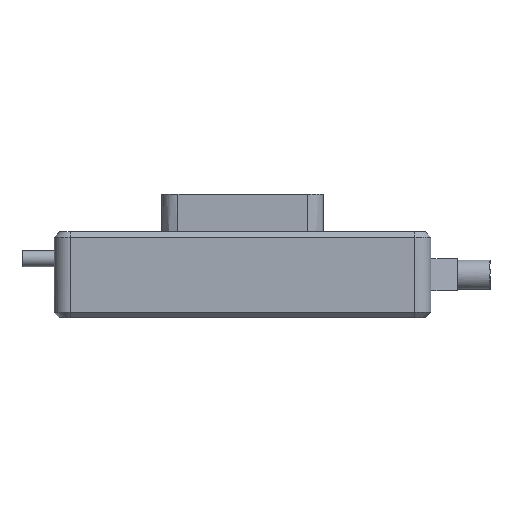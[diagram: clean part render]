
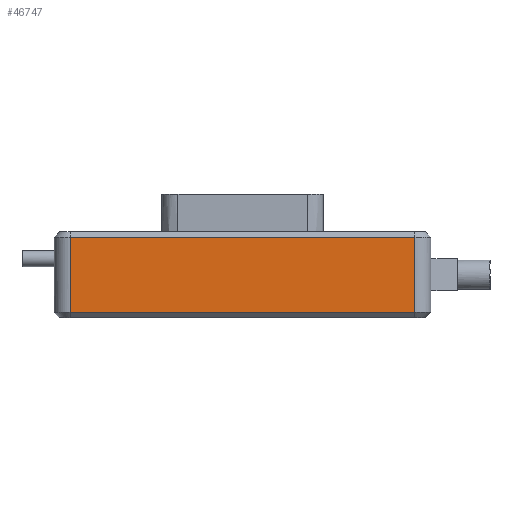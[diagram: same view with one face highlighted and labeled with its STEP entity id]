
A CAD part, left-side view. The second image highlights one B-rep face of the part: STEP entity #46747.
In plain terms, the highlighted free-form (B-spline) face has degree [1, 1] with [2, 2] control points.
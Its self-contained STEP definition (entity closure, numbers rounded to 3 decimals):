
#46747 = ADVANCED_FACE('',(#46748),#46778,.F.);
#46748 = FACE_BOUND('',#46749,.T.);
#46749 = EDGE_LOOP('',(#46750,#46759,#46766,#46773));
#46750 = ORIENTED_EDGE('',*,*,#46751,.T.);
#46751 = EDGE_CURVE('',#46752,#46754,#46756,.T.);
#46752 = VERTEX_POINT('',#46753);
#46753 = CARTESIAN_POINT('',(-32.505,37.148,
    17.413));
#46754 = VERTEX_POINT('',#46755);
#46755 = CARTESIAN_POINT('',(-32.505,37.148,
    1.161));
#46756 = B_SPLINE_CURVE_WITH_KNOTS('',1,(#46757,#46758),.UNSPECIFIED.,
  .F.,.F.,(2,2),(1.,15.),.PIECEWISE_BEZIER_KNOTS.);
#46757 = CARTESIAN_POINT('',(-32.505,37.148,
    17.413));
#46758 = CARTESIAN_POINT('',(-32.505,37.148,
    1.161));
#46759 = ORIENTED_EDGE('',*,*,#46760,.T.);
#46760 = EDGE_CURVE('',#46754,#46761,#46763,.T.);
#46761 = VERTEX_POINT('',#46762);
#46762 = CARTESIAN_POINT('',(-32.505,-37.148,
    1.161));
#46763 = B_SPLINE_CURVE_WITH_KNOTS('',1,(#46764,#46765),.UNSPECIFIED.,
  .F.,.F.,(2,2),(3.,67.),.PIECEWISE_BEZIER_KNOTS.);
#46764 = CARTESIAN_POINT('',(-32.505,37.148,
    1.161));
#46765 = CARTESIAN_POINT('',(-32.505,-37.148,
    1.161));
#46766 = ORIENTED_EDGE('',*,*,#46767,.T.);
#46767 = EDGE_CURVE('',#46761,#46768,#46770,.T.);
#46768 = VERTEX_POINT('',#46769);
#46769 = CARTESIAN_POINT('',(-32.505,-37.148,
    17.413));
#46770 = B_SPLINE_CURVE_WITH_KNOTS('',1,(#46771,#46772),.UNSPECIFIED.,
  .F.,.F.,(2,2),(-15.,-1.),.PIECEWISE_BEZIER_KNOTS.);
#46771 = CARTESIAN_POINT('',(-32.505,-37.148,
    1.161));
#46772 = CARTESIAN_POINT('',(-32.505,-37.148,
    17.413));
#46773 = ORIENTED_EDGE('',*,*,#46774,.T.);
#46774 = EDGE_CURVE('',#46768,#46752,#46775,.T.);
#46775 = B_SPLINE_CURVE_WITH_KNOTS('',1,(#46776,#46777),.UNSPECIFIED.,
  .F.,.F.,(2,2),(-64.,0.),.PIECEWISE_BEZIER_KNOTS.);
#46776 = CARTESIAN_POINT('',(-32.505,-37.148,
    17.413));
#46777 = CARTESIAN_POINT('',(-32.505,37.148,
    17.413));
#46778 = B_SPLINE_SURFACE_WITH_KNOTS('',1,1,(
    (#46779,#46780)
    ,(#46781,#46782
    )),.UNSPECIFIED.,.F.,.F.,.F.,(2,2),(2,2),(-67.,-3.),(-15.,-1.),
  .PIECEWISE_BEZIER_KNOTS.);
#46779 = CARTESIAN_POINT('',(-32.505,-37.148,
    1.161));
#46780 = CARTESIAN_POINT('',(-32.505,-37.148,
    17.413));
#46781 = CARTESIAN_POINT('',(-32.505,37.148,
    1.161));
#46782 = CARTESIAN_POINT('',(-32.505,37.148,
    17.413));
